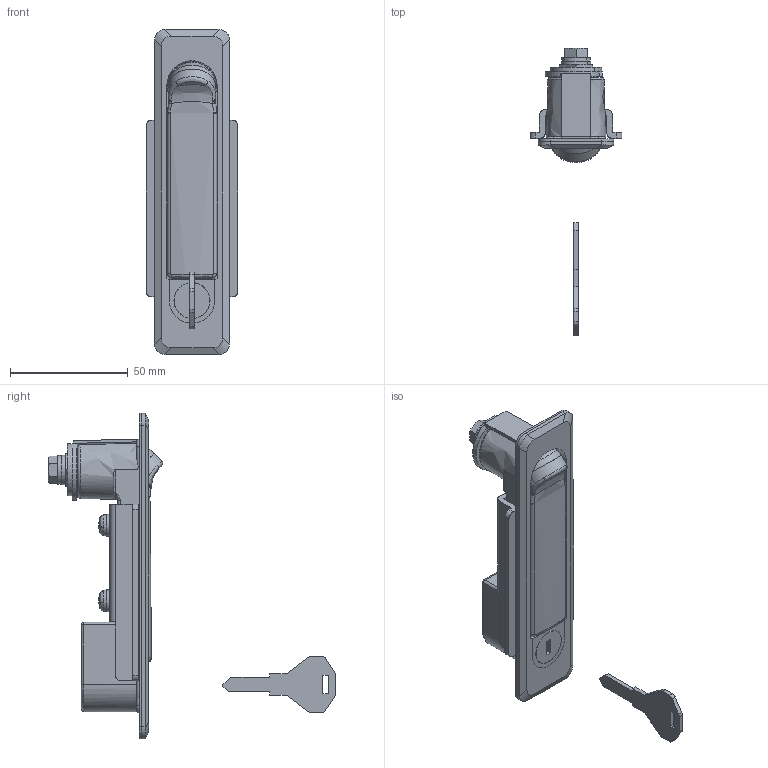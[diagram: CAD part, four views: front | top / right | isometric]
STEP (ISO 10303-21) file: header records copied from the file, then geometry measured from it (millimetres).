
FILE_DESCRIPTION((''),'2;1');
FILE_NAME('','2006-01-17T11:27:17',(''),(''),'','CADfix','');
FILE_SCHEMA(('AUTOMOTIVE_DESIGN'));
Length unit declared in the file: millimetre
Products named in the file (12): screw; washer; shaft; packing; lock; key; handle; control_cam; bracket; bolt; base; THA_405D_1K_No2200_32013_36
Assembly tree (12 placements, depth 2):
  THA_405D_1K_No2200_32013_36
    screw  x2
    washer
    shaft
    packing
    lock
    key
    handle
    control_cam
    bracket
    bolt
    base
Bounding box: 39 x 121.83 x 138 mm (x, y, z)
Volume: 58090.8 mm3; surface area: 47531 mm2
Topology: 12 solids, 12 shells, 526 faces, 1616 edges, 1136 vertices
Faces by surface type: bspline 526
Entity records: 24359 total; most frequent: CARTESIAN_POINT 15090, ORIENTED_EDGE 3022, EDGE_CURVE 1511, VERTEX_POINT 1065, QUASI_UNIFORM_CURVE 748, B_SPLINE_CURVE_WITH_KNOTS 740, EDGE_LOOP 540, FACE_OUTER_BOUND 495
